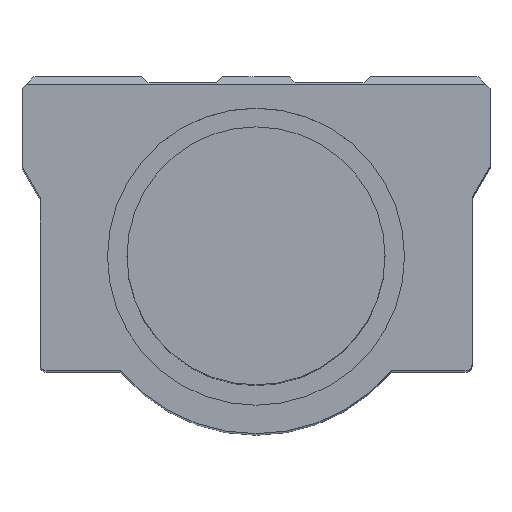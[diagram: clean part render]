
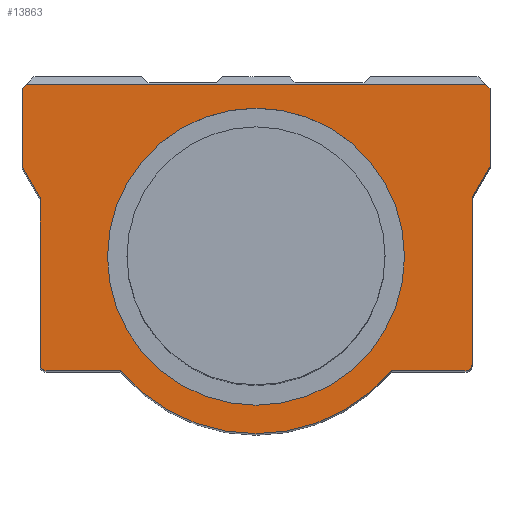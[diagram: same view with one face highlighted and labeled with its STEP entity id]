
A CAD part, top view. The second image highlights one B-rep face of the part: STEP entity #13863.
In plain terms, the highlighted planar face has unit normal (0, 0, 1).
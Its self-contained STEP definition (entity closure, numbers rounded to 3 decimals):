
#205=CARTESIAN_POINT('',(0.0,-24.75,77.0));
#206=VERTEX_POINT('',#205);
#207=CARTESIAN_POINT('',(0.0,0.0,77.0));
#208=DIRECTION('',(0.0,0.0,-1.0));
#209=DIRECTION('',(0.0,-1.0,0.0));
#210=AXIS2_PLACEMENT_3D('',#207,#208,#209);
#211=CIRCLE('',#210,24.75);
#212=EDGE_CURVE('',#206,#206,#211,.T.);
#302=CARTESIAN_POINT('',(35.,-19.,77.0));
#303=VERTEX_POINT('',#302);
#304=CARTESIAN_POINT('',(22.798,-19.,77.0));
#305=VERTEX_POINT('',#304);
#306=CARTESIAN_POINT('',(35.,-19.,77.0));
#307=DIRECTION('',(-1.0,0.0,0.0));
#308=VECTOR('',#307,12.202);
#309=LINE('',#306,#308);
#310=EDGE_CURVE('',#303,#305,#309,.T.);
#444=CARTESIAN_POINT('',(-22.798,-19.,77.0));
#445=VERTEX_POINT('',#444);
#446=CARTESIAN_POINT('',(-35.,-19.,77.0));
#447=VERTEX_POINT('',#446);
#448=CARTESIAN_POINT('',(-22.798,-19.,77.0));
#449=DIRECTION('',(-1.0,0.0,0.0));
#450=VECTOR('',#449,12.202);
#451=LINE('',#448,#450);
#452=EDGE_CURVE('',#445,#447,#451,.T.);
#12764=CARTESIAN_POINT('',(36.0,9.8,77.0));
#12765=VERTEX_POINT('',#12764);
#12766=CARTESIAN_POINT('',(36.,-18.,77.0));
#12767=VERTEX_POINT('',#12766);
#12768=CARTESIAN_POINT('',(36.0,9.8,77.0));
#12769=DIRECTION('',(0.0,-1.0,0.0));
#12770=VECTOR('',#12769,27.8);
#12771=LINE('',#12768,#12770);
#12772=EDGE_CURVE('',#12765,#12767,#12771,.T.);
#13354=CARTESIAN_POINT('',(-39.,28.,77.0));
#13355=VERTEX_POINT('',#13354);
#13362=CARTESIAN_POINT('',(-38.3,28.7,77.));
#13363=VERTEX_POINT('',#13362);
#13364=CARTESIAN_POINT('',(-39.,28.,77.));
#13365=DIRECTION('',(0.707,0.707,0.0));
#13366=VECTOR('',#13365,0.99);
#13367=LINE('',#13364,#13366);
#13368=EDGE_CURVE('',#13355,#13363,#13367,.T.);
#13388=CARTESIAN_POINT('',(38.3,28.7,77.));
#13389=VERTEX_POINT('',#13388);
#13390=CARTESIAN_POINT('',(-38.3,28.7,77.0));
#13391=DIRECTION('',(1.0,0.0,0.0));
#13392=VECTOR('',#13391,76.6);
#13393=LINE('',#13390,#13392);
#13394=EDGE_CURVE('',#13363,#13389,#13393,.T.);
#13485=CARTESIAN_POINT('',(39.,28.,77.0));
#13486=VERTEX_POINT('',#13485);
#13487=CARTESIAN_POINT('',(38.3,28.7,77.));
#13488=DIRECTION('',(0.707,-0.707,0.0));
#13489=VECTOR('',#13488,0.99);
#13490=LINE('',#13487,#13489);
#13491=EDGE_CURVE('',#13389,#13486,#13490,.T.);
#13524=CARTESIAN_POINT('',(-39.0,14.996,77.0));
#13525=VERTEX_POINT('',#13524);
#13532=CARTESIAN_POINT('',(-39.,14.996,77.0));
#13533=DIRECTION('',(0.0,1.0,0.0));
#13534=VECTOR('',#13533,13.004);
#13535=LINE('',#13532,#13534);
#13536=EDGE_CURVE('',#13525,#13355,#13535,.T.);
#13634=CARTESIAN_POINT('',(39.,14.996,77.0));
#13635=VERTEX_POINT('',#13634);
#13636=CARTESIAN_POINT('',(39.,28.,77.0));
#13637=DIRECTION('',(0.0,-1.0,0.0));
#13638=VECTOR('',#13637,13.004);
#13639=LINE('',#13636,#13638);
#13640=EDGE_CURVE('',#13486,#13635,#13639,.T.);
#13657=CARTESIAN_POINT('',(39.0,14.996,77.0));
#13658=DIRECTION('',(-0.5,-0.866,0.0));
#13659=VECTOR('',#13658,6.);
#13660=LINE('',#13657,#13659);
#13661=EDGE_CURVE('',#13635,#12765,#13660,.T.);
#13690=CARTESIAN_POINT('',(35.,-18.,77.0));
#13691=DIRECTION('',(0.0,0.0,-1.0));
#13692=DIRECTION('',(0.0,-1.0,0.0));
#13693=AXIS2_PLACEMENT_3D('',#13690,#13691,#13692);
#13694=CIRCLE('',#13693,1.0);
#13695=EDGE_CURVE('',#12767,#303,#13694,.T.);
#13708=CARTESIAN_POINT('',(22.418,-19.175,77.0));
#13709=VERTEX_POINT('',#13708);
#13710=CARTESIAN_POINT('',(22.798,-19.5,77.0));
#13711=DIRECTION('',(0.0,0.0,1.0));
#13712=DIRECTION('',(0.0,-1.0,0.0));
#13713=AXIS2_PLACEMENT_3D('',#13710,#13711,#13712);
#13714=CIRCLE('',#13713,0.5);
#13715=EDGE_CURVE('',#305,#13709,#13714,.T.);
#13733=CARTESIAN_POINT('',(-22.418,-19.175,77.0));
#13734=VERTEX_POINT('',#13733);
#13735=CARTESIAN_POINT('',(0.0,0.0,77.0));
#13736=DIRECTION('',(0.0,0.0,-1.0));
#13737=DIRECTION('',(-0.76,-0.65,0.0));
#13738=AXIS2_PLACEMENT_3D('',#13735,#13736,#13737);
#13739=CIRCLE('',#13738,29.5);
#13740=EDGE_CURVE('',#13709,#13734,#13739,.T.);
#13758=CARTESIAN_POINT('',(-22.798,-19.5,77.0));
#13759=DIRECTION('',(0.0,0.0,1.0));
#13760=DIRECTION('',(-0.76,-0.65,0.0));
#13761=AXIS2_PLACEMENT_3D('',#13758,#13759,#13760);
#13762=CIRCLE('',#13761,0.5);
#13763=EDGE_CURVE('',#13734,#445,#13762,.T.);
#13776=CARTESIAN_POINT('',(-36.0,-18.,77.0));
#13777=VERTEX_POINT('',#13776);
#13778=CARTESIAN_POINT('',(-35.,-18.,77.0));
#13779=DIRECTION('',(0.0,0.0,-1.0));
#13780=DIRECTION('',(-1.0,0.0,0.0));
#13781=AXIS2_PLACEMENT_3D('',#13778,#13779,#13780);
#13782=CIRCLE('',#13781,1.0);
#13783=EDGE_CURVE('',#447,#13777,#13782,.T.);
#13801=CARTESIAN_POINT('',(-36.0,9.8,77.0));
#13802=VERTEX_POINT('',#13801);
#13803=CARTESIAN_POINT('',(-36.,-18.,77.0));
#13804=DIRECTION('',(0.0,1.0,0.0));
#13805=VECTOR('',#13804,27.8);
#13806=LINE('',#13803,#13805);
#13807=EDGE_CURVE('',#13777,#13802,#13806,.T.);
#13825=CARTESIAN_POINT('',(-36.,9.8,77.0));
#13826=DIRECTION('',(-0.5,0.866,0.0));
#13827=VECTOR('',#13826,6.);
#13828=LINE('',#13825,#13827);
#13829=EDGE_CURVE('',#13802,#13525,#13828,.T.);
#13837=CARTESIAN_POINT('',(0.,4.313,77.0));
#13838=DIRECTION('',(0.0,0.0,1.0));
#13839=DIRECTION('',(1.0,0.0,0.0));
#13840=AXIS2_PLACEMENT_3D('',#13837,#13838,#13839);
#13841=PLANE('',#13840);
#13842=ORIENTED_EDGE('',*,*,#13394,.F.);
#13843=ORIENTED_EDGE('',*,*,#13368,.F.);
#13844=ORIENTED_EDGE('',*,*,#13536,.F.);
#13845=ORIENTED_EDGE('',*,*,#13829,.F.);
#13846=ORIENTED_EDGE('',*,*,#13807,.F.);
#13847=ORIENTED_EDGE('',*,*,#13783,.F.);
#13848=ORIENTED_EDGE('',*,*,#452,.F.);
#13849=ORIENTED_EDGE('',*,*,#13763,.F.);
#13850=ORIENTED_EDGE('',*,*,#13740,.F.);
#13851=ORIENTED_EDGE('',*,*,#13715,.F.);
#13852=ORIENTED_EDGE('',*,*,#310,.F.);
#13853=ORIENTED_EDGE('',*,*,#13695,.F.);
#13854=ORIENTED_EDGE('',*,*,#12772,.F.);
#13855=ORIENTED_EDGE('',*,*,#13661,.F.);
#13856=ORIENTED_EDGE('',*,*,#13640,.F.);
#13857=ORIENTED_EDGE('',*,*,#13491,.F.);
#13858=EDGE_LOOP('',(#13842,#13843,#13844,#13845,#13846,#13847,#13848,#13849,#13850,#13851,#13852,#13853,#13854,#13855,#13856,#13857));
#13859=FACE_OUTER_BOUND('',#13858,.T.);
#13860=ORIENTED_EDGE('',*,*,#212,.T.);
#13861=EDGE_LOOP('',(#13860));
#13862=FACE_BOUND('',#13861,.T.);
#13863=ADVANCED_FACE('',(#13859,#13862),#13841,.T.);
